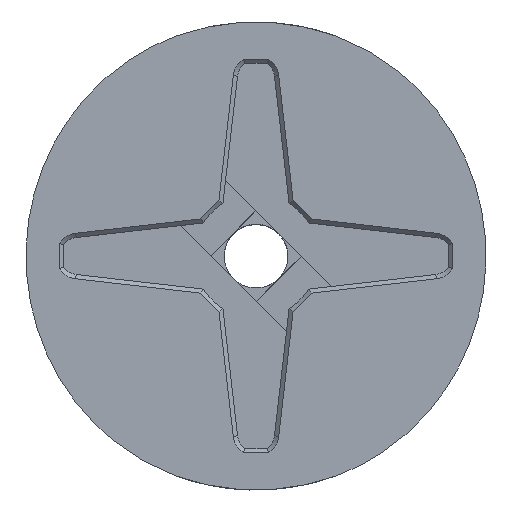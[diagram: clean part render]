
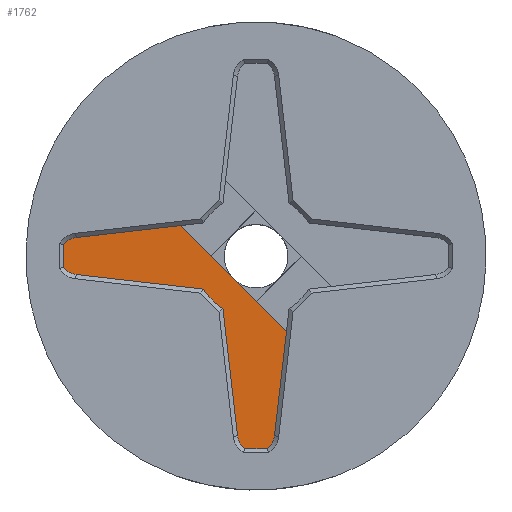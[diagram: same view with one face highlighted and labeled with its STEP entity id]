
A CAD part, top view. The second image highlights one B-rep face of the part: STEP entity #1762.
In plain terms, the highlighted planar face has unit normal (0, 0, 1).
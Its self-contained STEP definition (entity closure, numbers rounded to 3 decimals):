
#79=PLANE('',#1903);
#173=LINE('',#5038,#306);
#183=LINE('',#5063,#316);
#184=LINE('',#5067,#317);
#185=LINE('',#5071,#318);
#186=LINE('',#5074,#319);
#306=VECTOR('',#2237,10.);
#316=VECTOR('',#2259,10.);
#317=VECTOR('',#2262,10.);
#318=VECTOR('',#2265,10.);
#319=VECTOR('',#2268,10.);
#444=FACE_OUTER_BOUND('',#547,.T.);
#547=EDGE_LOOP('',(#1510,#1511,#1512,#1513,#1514,#1515,#1516,#1517));
#631=CIRCLE('',#1904,2.4);
#632=CIRCLE('',#1905,6.5);
#633=CIRCLE('',#1906,2.4);
#837=VERTEX_POINT('',#5036);
#838=VERTEX_POINT('',#5037);
#847=VERTEX_POINT('',#5062);
#848=VERTEX_POINT('',#5064);
#849=VERTEX_POINT('',#5066);
#850=VERTEX_POINT('',#5068);
#851=VERTEX_POINT('',#5070);
#852=VERTEX_POINT('',#5072);
#1072=EDGE_CURVE('',#837,#838,#173,.T.);
#1085=EDGE_CURVE('',#838,#847,#183,.T.);
#1086=EDGE_CURVE('',#847,#848,#631,.T.);
#1087=EDGE_CURVE('',#848,#849,#184,.T.);
#1088=EDGE_CURVE('',#849,#850,#632,.T.);
#1089=EDGE_CURVE('',#850,#851,#185,.T.);
#1090=EDGE_CURVE('',#851,#852,#633,.T.);
#1091=EDGE_CURVE('',#852,#837,#186,.T.);
#1510=ORIENTED_EDGE('',*,*,#1072,.T.);
#1511=ORIENTED_EDGE('',*,*,#1085,.T.);
#1512=ORIENTED_EDGE('',*,*,#1086,.T.);
#1513=ORIENTED_EDGE('',*,*,#1087,.T.);
#1514=ORIENTED_EDGE('',*,*,#1088,.T.);
#1515=ORIENTED_EDGE('',*,*,#1089,.T.);
#1516=ORIENTED_EDGE('',*,*,#1090,.T.);
#1517=ORIENTED_EDGE('',*,*,#1091,.T.);
#1762=ADVANCED_FACE('',(#444),#79,.T.);
#1903=AXIS2_PLACEMENT_3D('',#5061,#2257,#2258);
#1904=AXIS2_PLACEMENT_3D('',#5065,#2260,#2261);
#1905=AXIS2_PLACEMENT_3D('',#5069,#2263,#2264);
#1906=AXIS2_PLACEMENT_3D('',#5073,#2266,#2267);
#2237=DIRECTION('',(-0.707,0.707,0.));
#2257=DIRECTION('center_axis',(0.,0.,1.));
#2258=DIRECTION('ref_axis',(1.,0.,0.));
#2259=DIRECTION('',(-0.993,-0.114,0.));
#2260=DIRECTION('center_axis',(0.,0.,1.));
#2261=DIRECTION('ref_axis',(-0.114,0.993,0.));
#2262=DIRECTION('',(0.993,-0.114,0.));
#2263=DIRECTION('center_axis',(0.,0.,1.));
#2264=DIRECTION('ref_axis',(-0.82,-0.573,0.));
#2265=DIRECTION('',(0.114,-0.993,0.));
#2266=DIRECTION('center_axis',(0.,0.,1.));
#2267=DIRECTION('ref_axis',(-0.993,-0.114,0.));
#2268=DIRECTION('',(0.114,0.993,0.));
#5036=CARTESIAN_POINT('',(3.452,-7.694,0.));
#5037=CARTESIAN_POINT('',(-7.694,3.452,0.));
#5038=CARTESIAN_POINT('',(0.665,-4.908,0.));
#5061=CARTESIAN_POINT('Origin',(0.,0.,0.));
#5062=CARTESIAN_POINT('',(-16.974,2.384,0.));
#5063=CARTESIAN_POINT('',(-8.733,3.332,0.));
#5064=CARTESIAN_POINT('',(-16.974,-2.384,0.));
#5065=CARTESIAN_POINT('Origin',(-16.7,0.,0.));
#5066=CARTESIAN_POINT('',(-5.328,-3.724,0.));
#5067=CARTESIAN_POINT('',(-2.91,-4.002,0.));
#5068=CARTESIAN_POINT('',(-3.724,-5.328,0.));
#5069=CARTESIAN_POINT('Origin',(0.,0.,0.));
#5070=CARTESIAN_POINT('',(-2.384,-16.974,0.));
#5071=CARTESIAN_POINT('',(-3.332,-8.733,0.));
#5072=CARTESIAN_POINT('',(2.384,-16.974,0.));
#5073=CARTESIAN_POINT('Origin',(0.,-16.7,
0.));
#5074=CARTESIAN_POINT('',(4.002,-2.91,0.));
